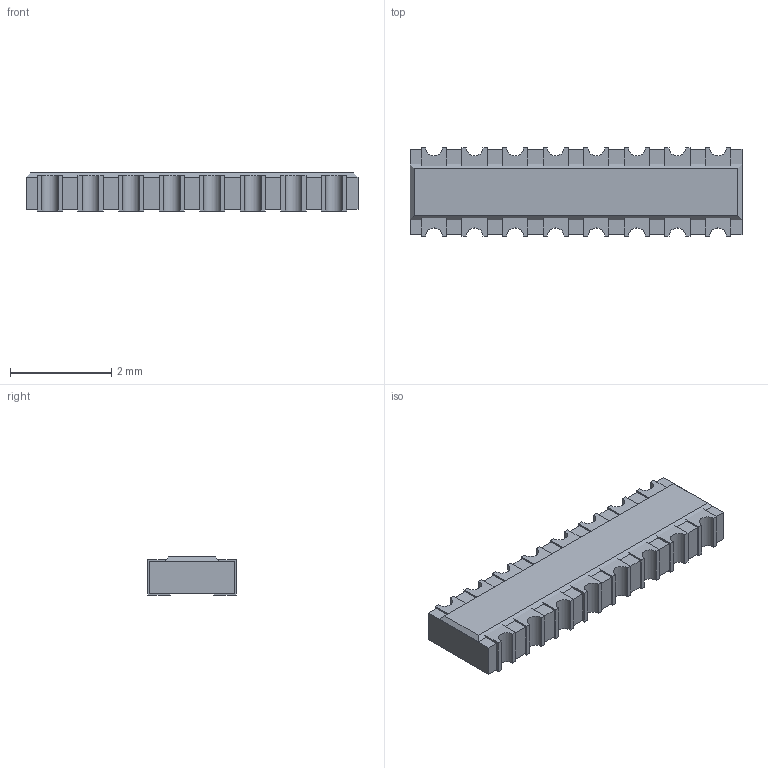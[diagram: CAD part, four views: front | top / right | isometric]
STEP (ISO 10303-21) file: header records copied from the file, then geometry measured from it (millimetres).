
FILE_DESCRIPTION(('STEP AP214'), '1');
FILE_NAME('CAT16-x8', '2016-03-14T15:03:54', ('Nobody'), (''), 'ASCON STEP Converter 1.3', 'ASCON Math Kernel', '');
FILE_SCHEMA(('AUTOMOTIVE_DESIGN { 1 0 10303 214 3 1 1}'));
Length unit declared in the file: millimetre
Bounding box: 6.55 x 1.75 x 0.75 mm (x, y, z)
Volume: 7.5 mm3; surface area: 75.2 mm2
Topology: 18 solids, 18 shells, 268 faces, 760 edges, 544 vertices
Faces by surface type: plane 220, cylinder 48
Entity records: 10889 total; most frequent: CARTESIAN_POINT 1493, DIRECTION 1394, ORIENTED_EDGE 1392, EDGE_CURVE 696, LINE 664, VECTOR 664, VERTEX_POINT 464, AXIS2_PLACEMENT_3D 365
